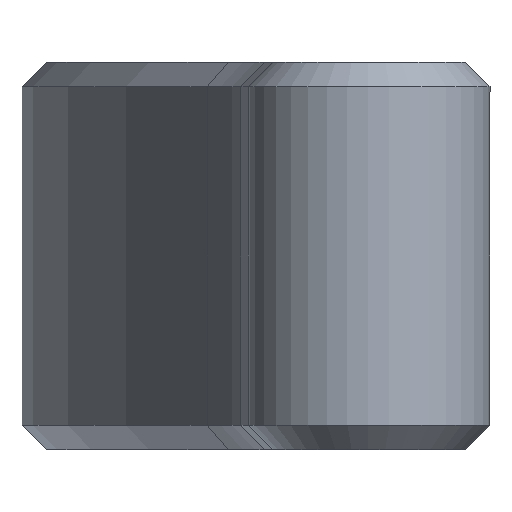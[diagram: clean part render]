
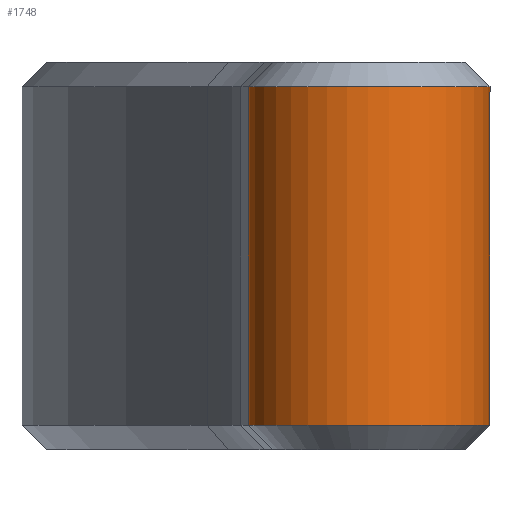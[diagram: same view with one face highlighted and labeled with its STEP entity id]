
A CAD part, left-side view. The second image highlights one B-rep face of the part: STEP entity #1748.
In plain terms, the highlighted cylindrical face has radius 5 mm (diameter 10 mm), a partial arc.
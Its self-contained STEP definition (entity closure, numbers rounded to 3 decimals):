
#77=CYLINDRICAL_SURFACE('',#1951,5.);
#148=FACE_OUTER_BOUND('',#263,.T.);
#263=EDGE_LOOP('',(#1440,#1441,#1442,#1443));
#397=LINE('',#3090,#530);
#398=LINE('',#3094,#531);
#530=VECTOR('',#2381,10.);
#531=VECTOR('',#2386,10.);
#644=CIRCLE('',#1925,5.);
#657=CIRCLE('',#1952,5.);
#825=VERTEX_POINT('',#3026);
#826=VERTEX_POINT('',#3027);
#839=VERTEX_POINT('',#3089);
#840=VERTEX_POINT('',#3093);
#1026=EDGE_CURVE('',#825,#826,#644,.T.);
#1055=EDGE_CURVE('',#826,#839,#397,.T.);
#1057=EDGE_CURVE('',#825,#840,#398,.T.);
#1058=EDGE_CURVE('',#839,#840,#657,.T.);
#1440=ORIENTED_EDGE('',*,*,#1026,.F.);
#1441=ORIENTED_EDGE('',*,*,#1057,.T.);
#1442=ORIENTED_EDGE('',*,*,#1058,.F.);
#1443=ORIENTED_EDGE('',*,*,#1055,.F.);
#1748=ADVANCED_FACE('',(#148),#77,.T.);
#1925=AXIS2_PLACEMENT_3D('',#3028,#2317,#2318);
#1951=AXIS2_PLACEMENT_3D('',#3092,#2384,#2385);
#1952=AXIS2_PLACEMENT_3D('',#3095,#2387,#2388);
#2317=DIRECTION('center_axis',(0.,0.,
-1.));
#2318=DIRECTION('ref_axis',(-0.19,0.982,0.));
#2381=DIRECTION('',(0.,0.,1.));
#2384=DIRECTION('center_axis',(0.,0.,
1.));
#2385=DIRECTION('ref_axis',(-0.996,0.092,0.));
#2386=DIRECTION('',(0.,0.,1.));
#2387=DIRECTION('center_axis',(0.,0.,
1.));
#2388=DIRECTION('ref_axis',(-0.19,0.982,0.));
#3026=CARTESIAN_POINT('',(-42.121,6.875,24.981));
#3027=CARTESIAN_POINT('',(-41.205,16.793,24.981));
#3028=CARTESIAN_POINT('Origin',(-42.103,11.875,24.981));
#3089=CARTESIAN_POINT('',(-41.205,16.793,38.981));
#3090=CARTESIAN_POINT('',(-41.205,16.793,23.981));
#3092=CARTESIAN_POINT('Origin',(-42.103,11.875,23.981));
#3093=CARTESIAN_POINT('',(-42.121,6.875,38.981));
#3094=CARTESIAN_POINT('',(-42.121,6.875,23.981));
#3095=CARTESIAN_POINT('Origin',(-42.103,11.875,38.981));
